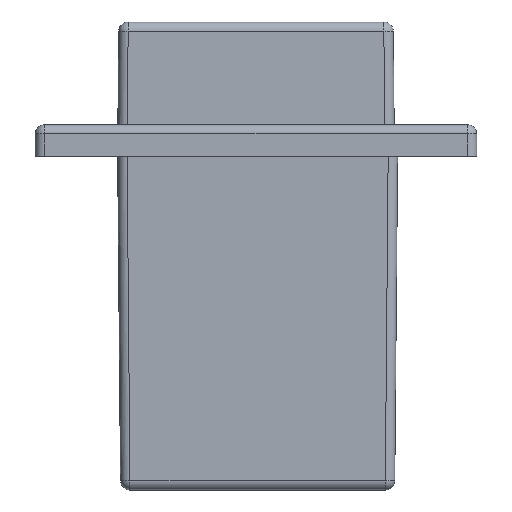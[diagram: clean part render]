
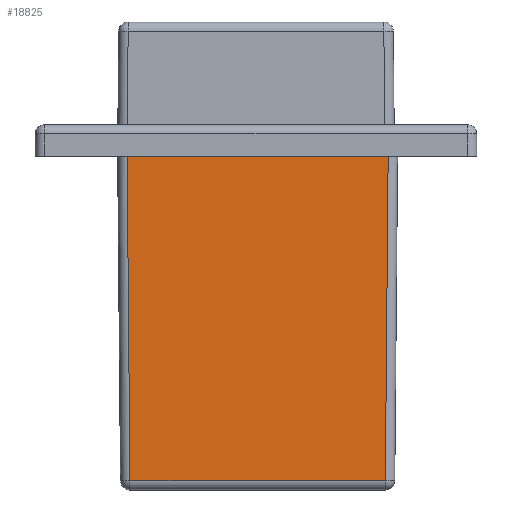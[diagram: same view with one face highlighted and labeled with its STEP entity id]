
A CAD part, left-side view. The second image highlights one B-rep face of the part: STEP entity #18825.
In plain terms, the highlighted planar face has unit normal (-1, 0, -0.009).
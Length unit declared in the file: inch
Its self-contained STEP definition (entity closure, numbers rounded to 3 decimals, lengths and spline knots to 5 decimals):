
#2481 = CARTESIAN_POINT ( 'NONE',  ( -0.32008, 0.43504, 0. ) ) ;
#3314 = CARTESIAN_POINT ( 'NONE',  ( -0.31973, 0.40469, -0.04034 ) ) ;
#5324 = CARTESIAN_POINT ( 'NONE',  ( -0.31973, -0.43443, -0.04034 ) ) ;
#8386 = PLANE ( 'NONE',  #29729 ) ;
#9579 = VERTEX_POINT ( 'NONE', #3314 ) ;
#9792 = LINE ( 'NONE', #61455, #39031 ) ;
#13810 = VERTEX_POINT ( 'NONE', #36454 ) ;
#17532 = VERTEX_POINT ( 'NONE', #23772 ) ;
#17872 = DIRECTION ( 'NONE',  ( -0.009, -0.009, 1. ) ) ;
#18825 = ADVANCED_FACE ( 'NONE', ( #61015 ), #8386, .T. ) ;
#20965 = CARTESIAN_POINT ( 'NONE',  ( -0.31973, -0.40469, -0.04034 ) ) ;
#21723 = ORIENTED_EDGE ( 'NONE', *, *, #30546, .T. ) ;
#23772 = CARTESIAN_POINT ( 'NONE',  ( -0.3287, -0.41366, 0.98819 ) ) ;
#24749 = LINE ( 'NONE', #52971, #69700 ) ;
#28304 = ORIENTED_EDGE ( 'NONE', *, *, #57714, .T. ) ;
#29729 = AXIS2_PLACEMENT_3D ( 'NONE', #2481, #72886, #37752 ) ;
#30530 = ORIENTED_EDGE ( 'NONE', *, *, #49529, .T. ) ;
#30546 = EDGE_CURVE ( 'NONE', #66116, #17532, #24749, .T. ) ;
#34057 = LINE ( 'NONE', #5324, #37744 ) ;
#35112 = VECTOR ( 'NONE', #51419, 39.37008 ) ;
#36454 = CARTESIAN_POINT ( 'NONE',  ( -0.3287, 0.41366, 0.98819 ) ) ;
#37744 = VECTOR ( 'NONE', #40355, 39.37008 ) ;
#37752 = DIRECTION ( 'NONE',  ( -0.009, 0., 1. ) ) ;
#39031 = VECTOR ( 'NONE', #67336, 39.37008 ) ;
#39376 = CARTESIAN_POINT ( 'NONE',  ( -0.3287, 0.43504, 0.98819 ) ) ;
#40355 = DIRECTION ( 'NONE',  ( 0., -1., 0. ) ) ;
#46200 = EDGE_LOOP ( 'NONE', ( #30530, #21723, #52837, #28304 ) ) ;
#49529 = EDGE_CURVE ( 'NONE', #9579, #66116, #34057, .T. ) ;
#51419 = DIRECTION ( 'NONE',  ( 0., -1., 0. ) ) ;
#52837 = ORIENTED_EDGE ( 'NONE', *, *, #52869, .F. ) ;
#52869 = EDGE_CURVE ( '??45', #13810, #17532, #66336, .T. ) ;
#52971 = CARTESIAN_POINT ( 'NONE',  ( -0.3287, -0.41367, 0.98845 ) ) ;
#57714 = EDGE_CURVE ( 'NONE', #13810, #9579, #9792, .T. ) ;
#61015 = FACE_OUTER_BOUND ( 'NONE', #46200, .T. ) ;
#61455 = CARTESIAN_POINT ( 'NONE',  ( -0.32008, 0.40504, 0.00026 ) ) ;
#66116 = VERTEX_POINT ( 'NONE', #20965 ) ;
#66336 = LINE ( 'NONE', #39376, #35112 ) ;
#67336 = DIRECTION ( 'NONE',  ( 0.009, -0.009, -1. ) ) ;
#69700 = VECTOR ( 'NONE', #17872, 39.37008 ) ;
#72886 = DIRECTION ( 'NONE',  ( -1., 0., -0.009 ) ) ;
